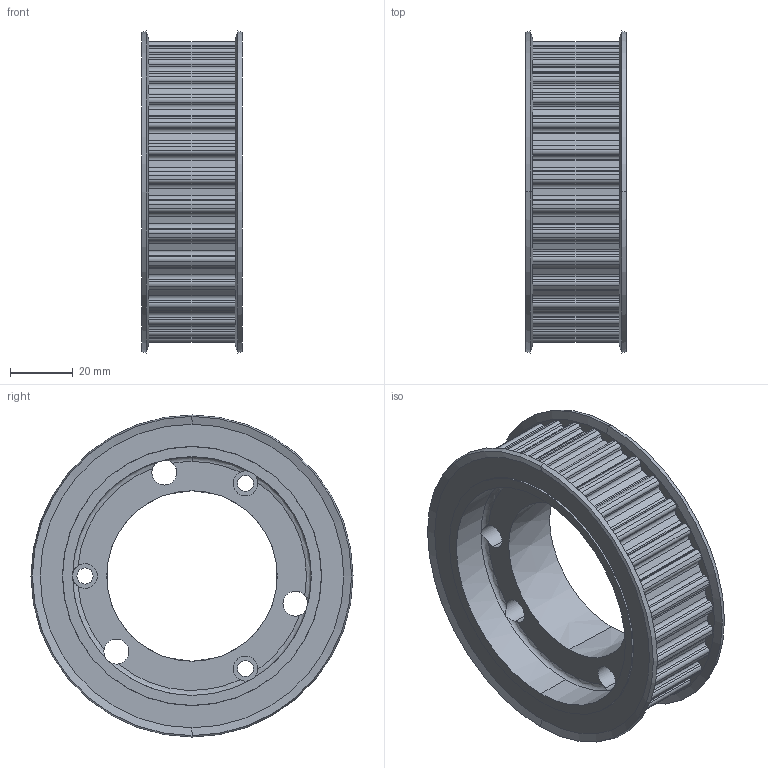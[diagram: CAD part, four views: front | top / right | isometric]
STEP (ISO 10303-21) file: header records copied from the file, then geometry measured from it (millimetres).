
FILE_DESCRIPTION (( 'STEP AP214' ), '1' );
FILE_NAME ('SQD32L100AF-SDS.step', '2019-07-30T20:27:08', ( '' ), ( '' ), 'SwSTEP 2.0', 'SolidWorks 2018', '' );
FILE_SCHEMA (( 'AUTOMOTIVE_DESIGN' ));
Length unit declared in the file: inch
Products named in the file (1): SQD32L100AF-SDS
Bounding box: 32.13 x 102.72 x 102.72 mm (x, y, z)
Volume: 112635 mm3; surface area: 36160.5 mm2
Topology: 1 solids, 1 shells, 343 faces, 996 edges, 659 vertices
Faces by surface type: cylinder 214, plane 108, cone 14, torus 7
Entity records: 12192 total; most frequent: CARTESIAN_POINT 2173, DIRECTION 2132, ORIENTED_EDGE 1992, EDGE_CURVE 996, AXIS2_PLACEMENT_3D 808, VERTEX_POINT 659, LINE 516, VECTOR 516
